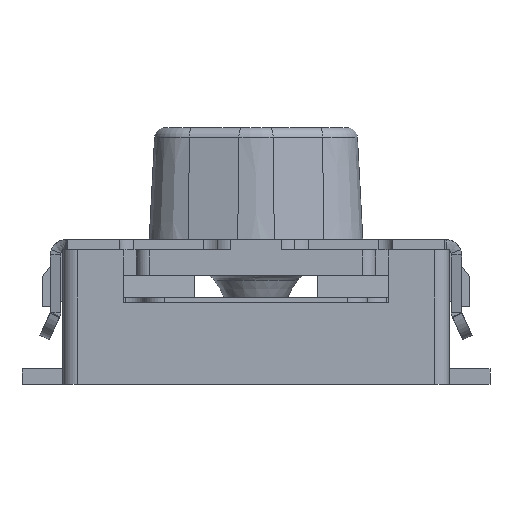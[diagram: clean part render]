
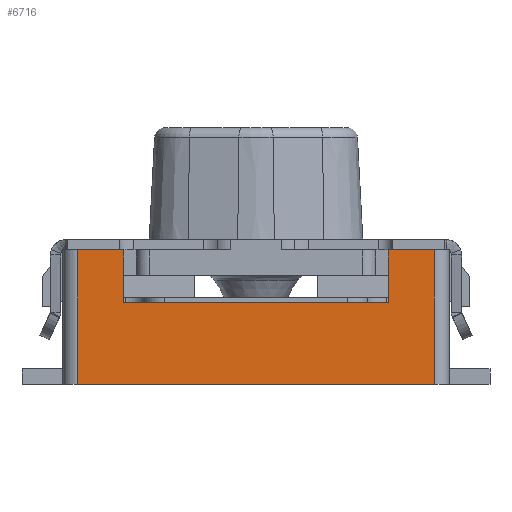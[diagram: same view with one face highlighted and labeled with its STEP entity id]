
A CAD part, front view. The second image highlights one B-rep face of the part: STEP entity #6716.
In plain terms, the highlighted planar face has unit normal (0, -1, 0).
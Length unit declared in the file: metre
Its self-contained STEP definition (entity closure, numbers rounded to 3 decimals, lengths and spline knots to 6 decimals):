
#94=PLANE('',#7121);
#463=LINE('',#9545,#1255);
#475=LINE('',#9579,#1267);
#476=LINE('',#9581,#1268);
#477=LINE('',#9583,#1269);
#478=LINE('',#9585,#1270);
#479=LINE('',#9587,#1271);
#480=LINE('',#9589,#1272);
#481=LINE('',#9590,#1273);
#1255=VECTOR('',#7701,1.);
#1267=VECTOR('',#7735,1.);
#1268=VECTOR('',#7736,1.);
#1269=VECTOR('',#7737,1.);
#1270=VECTOR('',#7738,1.);
#1271=VECTOR('',#7739,1.);
#1272=VECTOR('',#7740,1.);
#1273=VECTOR('',#7741,1.);
#2110=FACE_OUTER_BOUND('',#2472,.T.);
#2472=EDGE_LOOP('',(#4768,#4769,#4770,#4771,#4772,#4773,#4774,#4775));
#3051=VERTEX_POINT('',#9542);
#3052=VERTEX_POINT('',#9544);
#3063=VERTEX_POINT('',#9578);
#3064=VERTEX_POINT('',#9580);
#3065=VERTEX_POINT('',#9582);
#3066=VERTEX_POINT('',#9584);
#3067=VERTEX_POINT('',#9586);
#3068=VERTEX_POINT('',#9588);
#3715=EDGE_CURVE('',#3051,#3052,#463,.T.);
#3732=EDGE_CURVE('',#3051,#3063,#475,.T.);
#3733=EDGE_CURVE('',#3063,#3064,#476,.T.);
#3734=EDGE_CURVE('',#3064,#3065,#477,.T.);
#3735=EDGE_CURVE('',#3065,#3066,#478,.T.);
#3736=EDGE_CURVE('',#3066,#3067,#479,.T.);
#3737=EDGE_CURVE('',#3067,#3068,#480,.T.);
#3738=EDGE_CURVE('',#3068,#3052,#481,.T.);
#4768=ORIENTED_EDGE('',*,*,#3715,.F.);
#4769=ORIENTED_EDGE('',*,*,#3732,.T.);
#4770=ORIENTED_EDGE('',*,*,#3733,.T.);
#4771=ORIENTED_EDGE('',*,*,#3734,.T.);
#4772=ORIENTED_EDGE('',*,*,#3735,.T.);
#4773=ORIENTED_EDGE('',*,*,#3736,.T.);
#4774=ORIENTED_EDGE('',*,*,#3737,.T.);
#4775=ORIENTED_EDGE('',*,*,#3738,.T.);
#6716=ADVANCED_FACE('',(#2110),#94,.T.);
#7121=AXIS2_PLACEMENT_3D('',#9577,#7733,#7734);
#7701=DIRECTION('',(-1.,0.,0.));
#7733=DIRECTION('center_axis',(0.,-1.,0.));
#7734=DIRECTION('ref_axis',(1.,0.,0.));
#7735=DIRECTION('',(0.,0.,1.));
#7736=DIRECTION('',(-1.,0.,0.));
#7737=DIRECTION('',(0.,0.,-1.));
#7738=DIRECTION('',(-1.,0.,0.));
#7739=DIRECTION('',(0.,0.,1.));
#7740=DIRECTION('',(-1.,0.,0.));
#7741=DIRECTION('',(0.,0.,-1.));
#9542=CARTESIAN_POINT('',(0.00175,-0.0028,-0.0014));
#9544=CARTESIAN_POINT('',(-0.00175,-0.0028,-0.0014));
#9545=CARTESIAN_POINT('',(0.,-0.0028,-0.0014));
#9577=CARTESIAN_POINT('Origin',(-0.0019,-0.0028,-0.0014));
#9578=CARTESIAN_POINT('',(0.00175,-0.0028,-0.00008));
#9579=CARTESIAN_POINT('',(0.00175,-0.0028,-0.0014));
#9580=CARTESIAN_POINT('',(0.0013,-0.0028,-0.00008));
#9581=CARTESIAN_POINT('',(-0.0019,-0.0028,-0.00008));
#9582=CARTESIAN_POINT('',(0.0013,-0.0028,-0.0006));
#9583=CARTESIAN_POINT('',(0.0013,-0.0028,-0.0014));
#9584=CARTESIAN_POINT('',(-0.0013,-0.0028,-0.0006));
#9585=CARTESIAN_POINT('',(-0.0019,-0.0028,-0.0006));
#9586=CARTESIAN_POINT('',(-0.0013,-0.0028,-0.00008));
#9587=CARTESIAN_POINT('',(-0.0013,-0.0028,-0.0014));
#9588=CARTESIAN_POINT('',(-0.00175,-0.0028,-0.00008));
#9589=CARTESIAN_POINT('',(-0.0019,-0.0028,-0.00008));
#9590=CARTESIAN_POINT('',(-0.00175,-0.0028,-0.0014));
